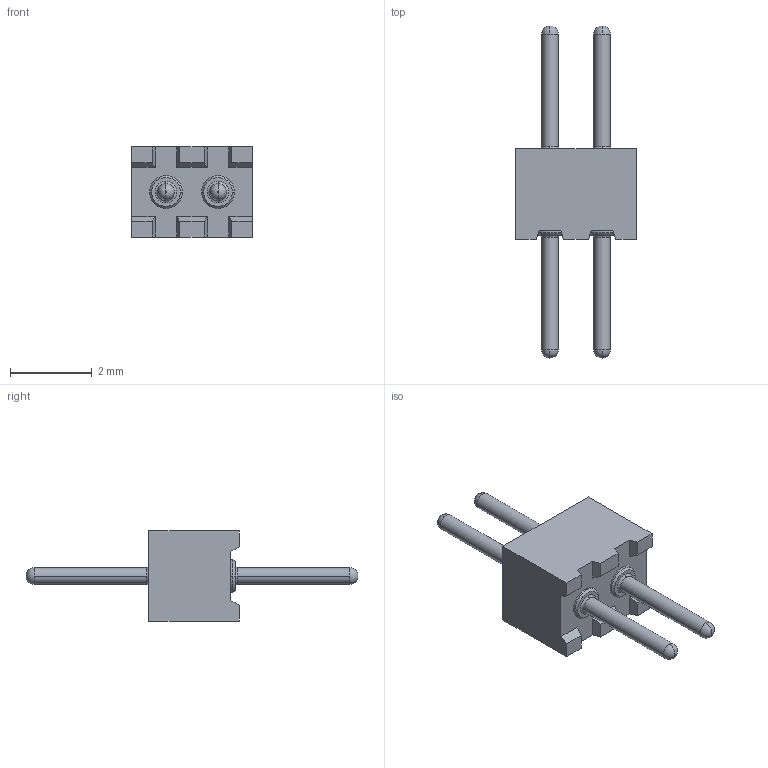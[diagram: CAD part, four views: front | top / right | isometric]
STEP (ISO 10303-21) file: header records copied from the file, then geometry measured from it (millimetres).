
FILE_DESCRIPTION(('STEP AP214'),'1');
FILE_NAME('pcb_connector_850-80-002-10-001101.stp','2023-02-09T23:03:20',('TraceParts'),('TraceParts S.A.'),'Spatial InterOp 3D',' ',' ');
FILE_SCHEMA(('AUTOMOTIVE_DESIGN { 1 0 10303 214 1 1 1 1 }'));
Length unit declared in the file: millimetre
Products named in the file (1): pcb_connector_850-80-002-10-001101
Bounding box: 2.95 x 8.1 x 2.2 mm (x, y, z)
Volume: 14.9 mm3; surface area: 50.7 mm2
Topology: 1 solids, 1 shells, 64 faces, 172 edges, 116 vertices
Faces by surface type: plane 32, torus 16, cylinder 12, cone 4
Entity records: 2580 total; most frequent: DIRECTION 386, CARTESIAN_POINT 353, ORIENTED_EDGE 344, EDGE_CURVE 172, AXIS2_PLACEMENT_3D 149, VERTEX_POINT 116, LINE 88, VECTOR 88
